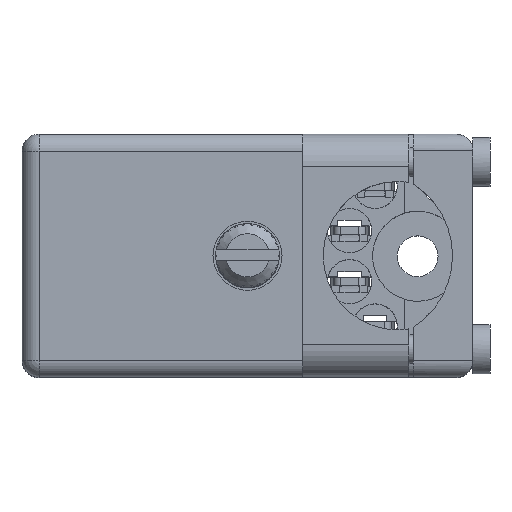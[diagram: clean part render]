
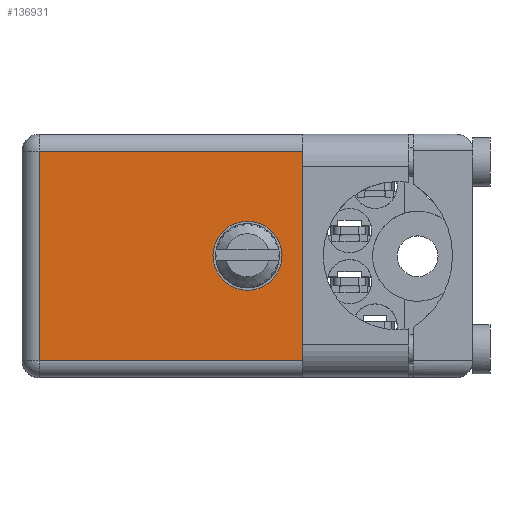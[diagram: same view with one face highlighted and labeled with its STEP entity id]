
A CAD part, top view. The second image highlights one B-rep face of the part: STEP entity #136931.
In plain terms, the highlighted face is planar.
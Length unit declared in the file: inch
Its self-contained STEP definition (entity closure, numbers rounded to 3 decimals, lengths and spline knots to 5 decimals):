
#1959 = EDGE_CURVE ( 'NONE', #108884, #129168, #146532, .T. ) ;
#3499 = CARTESIAN_POINT ( 'NONE',  ( 0.4875, 0.806, -0.3075 ) ) ;
#4958 = DIRECTION ( 'NONE',  ( 0., 1., 0. ) ) ;
#5693 = ORIENTED_EDGE ( 'NONE', *, *, #40905, .T. ) ;
#6573 = ORIENTED_EDGE ( 'NONE', *, *, #113633, .F. ) ;
#8390 = VECTOR ( 'NONE', #61486, 39.37008 ) ;
#9198 = ORIENTED_EDGE ( 'NONE', *, *, #137596, .T. ) ;
#10164 = LINE ( 'NONE', #184328, #161667 ) ;
#11229 = LINE ( 'NONE', #130802, #162696 ) ;
#11411 = CARTESIAN_POINT ( 'NONE',  ( -0.6125, 0.806, 0.3075 ) ) ;
#11752 = VERTEX_POINT ( 'NONE', #170886 ) ;
#12522 = CARTESIAN_POINT ( 'NONE',  ( 0., 0.806, 0. ) ) ;
#17762 = DIRECTION ( 'NONE',  ( 0., 0., 1. ) ) ;
#18497 = VECTOR ( 'NONE', #68299, 39.37008 ) ;
#19087 = ORIENTED_EDGE ( 'NONE', *, *, #46504, .T. ) ;
#21177 = EDGE_LOOP ( 'NONE', ( #5693, #97290, #180587, #33389, #19087, #65147, #6573, #9198 ) ) ;
#21789 = ORIENTED_EDGE ( 'NONE', *, *, #1959, .F. ) ;
#24279 = DIRECTION ( 'NONE',  ( 0., 0., 1. ) ) ;
#33389 = ORIENTED_EDGE ( 'NONE', *, *, #99325, .T. ) ;
#34885 = EDGE_CURVE ( 'NONE', #78591, #96046, #45019, .T. ) ;
#37126 = LINE ( 'NONE', #126133, #55516 ) ;
#40905 = EDGE_CURVE ( 'NONE', #151998, #97320, #108298, .T. ) ;
#41344 = DIRECTION ( 'NONE',  ( 0., 1., 0. ) ) ;
#45019 = LINE ( 'NONE', #91048, #8390 ) ;
#46504 = EDGE_CURVE ( 'NONE', #150128, #11752, #11229, .T. ) ;
#46792 = EDGE_CURVE ( 'NONE', #129168, #108884, #181071, .T. ) ;
#51796 = EDGE_CURVE ( 'NONE', #11752, #64547, #76899, .T. ) ;
#52819 = AXIS2_PLACEMENT_3D ( 'NONE', #12522, #41344, #172853 ) ;
#54171 = CARTESIAN_POINT ( 'NONE',  ( 0.4875, 0.806, 0.3075 ) ) ;
#55516 = VECTOR ( 'NONE', #65778, 39.37008 ) ;
#57502 = CARTESIAN_POINT ( 'NONE',  ( 0., 0.806, -0.1015 ) ) ;
#61486 = DIRECTION ( 'NONE',  ( 0., 0., 1. ) ) ;
#61984 = DIRECTION ( 'NONE',  ( 0., 0., -1. ) ) ;
#64547 = VERTEX_POINT ( 'NONE', #170901 ) ;
#65147 = ORIENTED_EDGE ( 'NONE', *, *, #51796, .T. ) ;
#65778 = DIRECTION ( 'NONE',  ( -1., 0., 0. ) ) ;
#66517 = VERTEX_POINT ( 'NONE', #3499 ) ;
#66939 = DIRECTION ( 'NONE',  ( -1., 0., 0. ) ) ;
#68299 = DIRECTION ( 'NONE',  ( 1., 0., 0. ) ) ;
#74902 = CARTESIAN_POINT ( 'NONE',  ( -0.6625, 0.806, -0.3575 ) ) ;
#76899 = LINE ( 'NONE', #125650, #129806 ) ;
#78591 = VERTEX_POINT ( 'NONE', #166506 ) ;
#81501 = FACE_OUTER_BOUND ( 'NONE', #21177, .T. ) ;
#91048 = CARTESIAN_POINT ( 'NONE',  ( 0.4875, 0.806, -0.3575 ) ) ;
#96046 = VERTEX_POINT ( 'NONE', #164725 ) ;
#97290 = ORIENTED_EDGE ( 'NONE', *, *, #143180, .T. ) ;
#97320 = VERTEX_POINT ( 'NONE', #11411 ) ;
#99325 = EDGE_CURVE ( 'NONE', #78591, #150128, #37126, .T. ) ;
#100992 = DIRECTION ( 'NONE',  ( 0., 0., 1. ) ) ;
#101231 = LINE ( 'NONE', #54171, #18497 ) ;
#104434 = CARTESIAN_POINT ( 'NONE',  ( 0.2025, 0.806, 0.245 ) ) ;
#108298 = LINE ( 'NONE', #108717, #147481 ) ;
#108717 = CARTESIAN_POINT ( 'NONE',  ( -0.6125, 0.806, -0.3575 ) ) ;
#108884 = VERTEX_POINT ( 'NONE', #57502 ) ;
#113633 = EDGE_CURVE ( 'NONE', #66517, #64547, #168227, .T. ) ;
#120128 = ORIENTED_EDGE ( 'NONE', *, *, #46792, .F. ) ;
#122823 = AXIS2_PLACEMENT_3D ( 'NONE', #132729, #162150, #17762 ) ;
#125650 = CARTESIAN_POINT ( 'NONE',  ( 0.2025, 0.806, -0.245 ) ) ;
#126133 = CARTESIAN_POINT ( 'NONE',  ( 0.2025, 0.806, 0.245 ) ) ;
#126277 = CARTESIAN_POINT ( 'NONE',  ( 0.4875, 0.806, -0.3575 ) ) ;
#129114 = CARTESIAN_POINT ( 'NONE',  ( -0.6125, 0.806, -0.3075 ) ) ;
#129168 = VERTEX_POINT ( 'NONE', #160268 ) ;
#129806 = VECTOR ( 'NONE', #156382, 39.37008 ) ;
#130802 = CARTESIAN_POINT ( 'NONE',  ( 0.2025, 0.806, 0.245 ) ) ;
#132729 = CARTESIAN_POINT ( 'NONE',  ( 0., 0.806, 0. ) ) ;
#136931 = ADVANCED_FACE ( 'NONE', ( #81501, #159649 ), #162799, .T. ) ;
#137066 = AXIS2_PLACEMENT_3D ( 'NONE', #74902, #4958, #151205 ) ;
#137596 = EDGE_CURVE ( 'NONE', #66517, #151998, #10164, .T. ) ;
#143180 = EDGE_CURVE ( 'NONE', #97320, #96046, #101231, .T. ) ;
#146532 = CIRCLE ( 'NONE', #122823, 0.1015 ) ;
#147481 = VECTOR ( 'NONE', #100992, 39.37008 ) ;
#150128 = VERTEX_POINT ( 'NONE', #104434 ) ;
#151205 = DIRECTION ( 'NONE',  ( -1., 0., 0. ) ) ;
#151998 = VERTEX_POINT ( 'NONE', #129114 ) ;
#156382 = DIRECTION ( 'NONE',  ( 1., 0., 0. ) ) ;
#159649 = FACE_BOUND ( 'NONE', #168825, .T. ) ;
#160268 = CARTESIAN_POINT ( 'NONE',  ( 0., 0.806, 0.1015 ) ) ;
#161667 = VECTOR ( 'NONE', #66939, 39.37008 ) ;
#162150 = DIRECTION ( 'NONE',  ( 0., 1., 0. ) ) ;
#162696 = VECTOR ( 'NONE', #61984, 39.37008 ) ;
#162799 = PLANE ( 'NONE',  #137066 ) ;
#164725 = CARTESIAN_POINT ( 'NONE',  ( 0.4875, 0.806, 0.3075 ) ) ;
#166506 = CARTESIAN_POINT ( 'NONE',  ( 0.4875, 0.806, 0.245 ) ) ;
#168227 = LINE ( 'NONE', #126277, #170439 ) ;
#168825 = EDGE_LOOP ( 'NONE', ( #120128, #21789 ) ) ;
#170439 = VECTOR ( 'NONE', #24279, 39.37008 ) ;
#170886 = CARTESIAN_POINT ( 'NONE',  ( 0.2025, 0.806, -0.245 ) ) ;
#170901 = CARTESIAN_POINT ( 'NONE',  ( 0.4875, 0.806, -0.245 ) ) ;
#172853 = DIRECTION ( 'NONE',  ( 0., 0., 1. ) ) ;
#180587 = ORIENTED_EDGE ( 'NONE', *, *, #34885, .F. ) ;
#181071 = CIRCLE ( 'NONE', #52819, 0.1015 ) ;
#184328 = CARTESIAN_POINT ( 'NONE',  ( -0.6625, 0.806, -0.3075 ) ) ;
